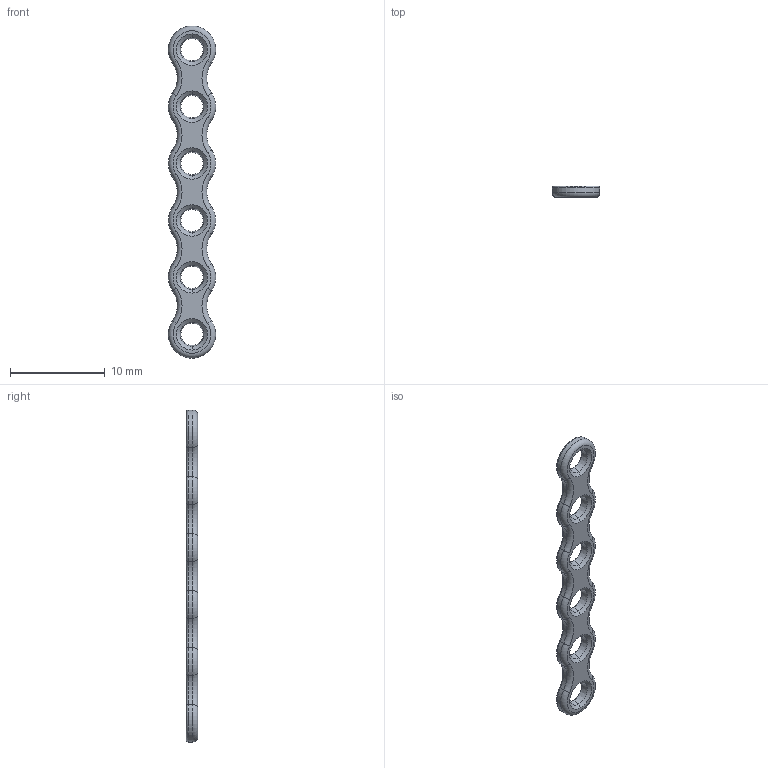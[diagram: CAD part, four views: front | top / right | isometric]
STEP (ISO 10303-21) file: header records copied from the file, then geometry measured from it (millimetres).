
FILE_DESCRIPTION((''),'2;1');
FILE_NAME('P02080006','2020-11-19T10:47:24',('user'),(''),'CREO PARAMETRIC BY PTC INC, 2019471','CREO PARAMETRIC BY PTC INC, 2019471','');
FILE_SCHEMA(('CONFIG_CONTROL_DESIGN'));
Length unit declared in the file: millimetre
Products named in the file (1): P02080006
Bounding box: 5 x 1.2 x 34.98 mm (x, y, z)
Volume: 125.5 mm3; surface area: 339 mm2
Topology: 1 solids, 1 shells, 98 faces, 224 edges, 128 vertices
Faces by surface type: torus 40, cone 36, cylinder 20, plane 2
Entity records: 2846 total; most frequent: DIRECTION 588, CARTESIAN_POINT 450, ORIENTED_EDGE 448, AXIS2_PLACEMENT_3D 266, EDGE_CURVE 224, CIRCLE 168, VERTEX_POINT 128, EDGE_LOOP 110
